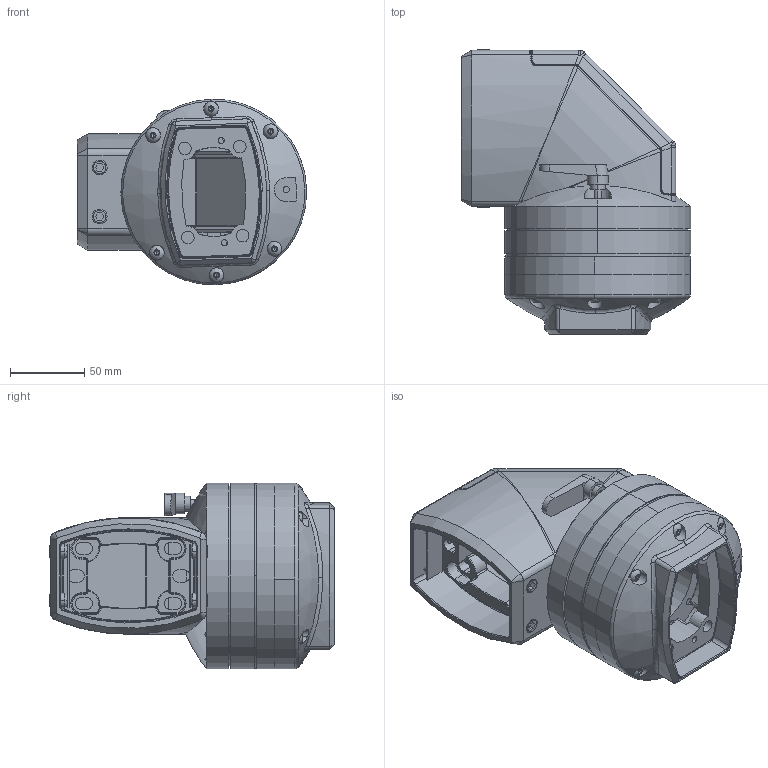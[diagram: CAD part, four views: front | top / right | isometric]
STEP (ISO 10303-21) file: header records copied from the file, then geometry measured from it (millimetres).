
FILE_DESCRIPTION (( 'STEP AP214' ), '1' );
FILE_NAME ('7595-7401-25-01.STEP', '2016-11-08T08:19:59', ( '' ), ( '' ), 'SwSTEP 2.0', 'SolidWorks 2014', '' );
FILE_SCHEMA (( 'AUTOMOTIVE_DESIGN' ));
Length unit declared in the file: millimetre
Products named in the file (1): 7595-7401-25-01
Bounding box: 154.32 x 191.5 x 125 mm (x, y, z)
Volume: 913770.8 mm3; surface area: 314095.4 mm2
Topology: 45 solids, 45 shells, 2223 faces, 5400 edges, 3287 vertices
Faces by surface type: cylinder 728, plane 651, torus 329, cone 290, bspline 198, sphere 27
Entity records: 100949 total; most frequent: CARTESIAN_POINT 34617, ORIENTED_EDGE 10528, DIRECTION 10321, EDGE_CURVE 5264, AXIS2_PLACEMENT_3D 4159, VERTEX_POINT 3261, EDGE_LOOP 2503, ADVANCED_FACE 2220
